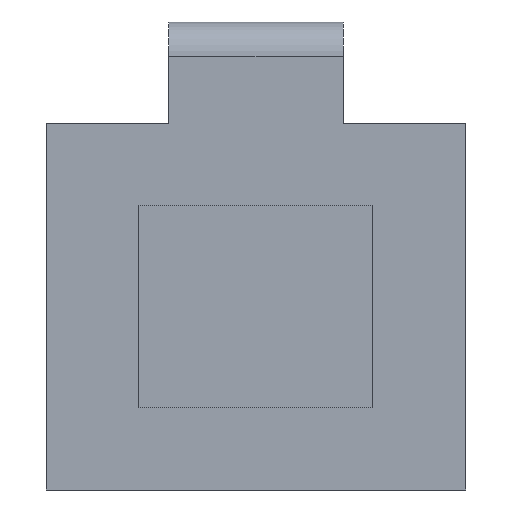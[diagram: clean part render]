
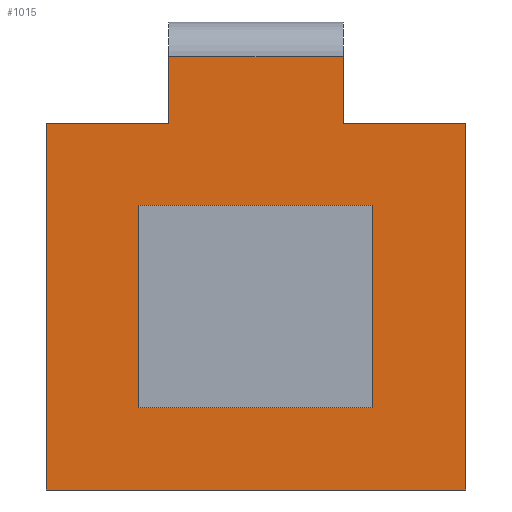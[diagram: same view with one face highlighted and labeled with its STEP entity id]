
A CAD part, front view. The second image highlights one B-rep face of the part: STEP entity #1015.
In plain terms, the highlighted planar face has unit normal (0, -1, 0).
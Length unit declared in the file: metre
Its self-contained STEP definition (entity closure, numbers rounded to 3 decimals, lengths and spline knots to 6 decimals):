
#73=LINE('',#1540,#196);
#74=LINE('',#1543,#197);
#75=LINE('',#1545,#198);
#76=LINE('',#1547,#199);
#77=LINE('',#1549,#200);
#78=LINE('',#1551,#201);
#79=LINE('',#1553,#202);
#80=LINE('',#1555,#203);
#81=LINE('',#1556,#204);
#82=LINE('',#1559,#205);
#83=LINE('',#1561,#206);
#84=LINE('',#1563,#207);
#196=VECTOR('',#1228,1.);
#197=VECTOR('',#1229,1.);
#198=VECTOR('',#1230,1.);
#199=VECTOR('',#1231,1.);
#200=VECTOR('',#1232,1.);
#201=VECTOR('',#1233,1.);
#202=VECTOR('',#1234,1.);
#203=VECTOR('',#1235,1.);
#204=VECTOR('',#1236,1.);
#205=VECTOR('',#1237,1.);
#206=VECTOR('',#1238,1.);
#207=VECTOR('',#1239,1.);
#330=ORIENTED_EDGE('',*,*,#621,.T.);
#331=ORIENTED_EDGE('',*,*,#622,.F.);
#332=ORIENTED_EDGE('',*,*,#623,.F.);
#333=ORIENTED_EDGE('',*,*,#624,.T.);
#334=ORIENTED_EDGE('',*,*,#625,.T.);
#335=ORIENTED_EDGE('',*,*,#626,.F.);
#336=ORIENTED_EDGE('',*,*,#627,.F.);
#337=ORIENTED_EDGE('',*,*,#628,.T.);
#338=ORIENTED_EDGE('',*,*,#629,.T.);
#339=ORIENTED_EDGE('',*,*,#630,.T.);
#340=ORIENTED_EDGE('',*,*,#631,.F.);
#341=ORIENTED_EDGE('',*,*,#632,.F.);
#621=EDGE_CURVE('',#765,#766,#73,.T.);
#622=EDGE_CURVE('',#767,#766,#74,.T.);
#623=EDGE_CURVE('',#768,#767,#75,.T.);
#624=EDGE_CURVE('',#768,#769,#76,.T.);
#625=EDGE_CURVE('',#769,#770,#77,.T.);
#626=EDGE_CURVE('',#771,#770,#78,.T.);
#627=EDGE_CURVE('',#772,#771,#79,.T.);
#628=EDGE_CURVE('',#772,#765,#80,.T.);
#629=EDGE_CURVE('',#773,#774,#81,.T.);
#630=EDGE_CURVE('',#774,#775,#82,.T.);
#631=EDGE_CURVE('',#776,#775,#83,.T.);
#632=EDGE_CURVE('',#773,#776,#84,.T.);
#765=VERTEX_POINT('',#1541);
#766=VERTEX_POINT('',#1542);
#767=VERTEX_POINT('',#1544);
#768=VERTEX_POINT('',#1546);
#769=VERTEX_POINT('',#1548);
#770=VERTEX_POINT('',#1550);
#771=VERTEX_POINT('',#1552);
#772=VERTEX_POINT('',#1554);
#773=VERTEX_POINT('',#1557);
#774=VERTEX_POINT('',#1558);
#775=VERTEX_POINT('',#1560);
#776=VERTEX_POINT('',#1562);
#846=EDGE_LOOP('',(#330,#331,#332,#333,#334,#335,#336,#337));
#847=EDGE_LOOP('',(#338,#339,#340,#341));
#909=FACE_BOUND('',#846,.T.);
#910=FACE_BOUND('',#847,.T.);
#972=PLANE('',#1090);
#1015=ADVANCED_FACE('',(#909,#910),#972,.F.);
#1090=AXIS2_PLACEMENT_3D('',#1539,#1226,#1227);
#1226=DIRECTION('',(0.,1.,0.));
#1227=DIRECTION('',(0.,0.,1.));
#1228=DIRECTION('',(1.,0.,0.));
#1229=DIRECTION('',(0.,0.,-1.));
#1230=DIRECTION('',(1.,0.,0.));
#1231=DIRECTION('',(0.,0.,1.));
#1232=DIRECTION('',(-1.,0.,0.));
#1233=DIRECTION('',(0.,0.,1.));
#1234=DIRECTION('',(1.,0.,0.));
#1235=DIRECTION('',(0.,0.,-1.));
#1236=DIRECTION('',(1.,0.,0.));
#1237=DIRECTION('',(0.,0.,-1.));
#1238=DIRECTION('',(1.,0.,0.));
#1239=DIRECTION('',(0.,0.,-1.));
#1539=CARTESIAN_POINT('',(0.,-0.0173,0.0105));
#1540=CARTESIAN_POINT('',(0.,-0.0173,0.));
#1541=CARTESIAN_POINT('',(-0.006,-0.0173,0.));
#1542=CARTESIAN_POINT('',(0.006,-0.0173,0.));
#1543=CARTESIAN_POINT('',(0.006,-0.0173,0.0105));
#1544=CARTESIAN_POINT('',(0.006,-0.0173,0.0105));
#1545=CARTESIAN_POINT('',(0.,-0.0173,0.0105));
#1546=CARTESIAN_POINT('',(0.0025,-0.0173,0.0105));
#1547=CARTESIAN_POINT('',(0.0025,-0.0173,0.01145));
#1548=CARTESIAN_POINT('',(0.0025,-0.0173,0.0124));
#1549=CARTESIAN_POINT('',(0.0025,-0.0173,0.0124));
#1550=CARTESIAN_POINT('',(-0.0025,-0.0173,0.0124));
#1551=CARTESIAN_POINT('',(-0.0025,-0.0173,0.01145));
#1552=CARTESIAN_POINT('',(-0.0025,-0.0173,0.0105));
#1553=CARTESIAN_POINT('',(0.,-0.0173,0.0105));
#1554=CARTESIAN_POINT('',(-0.006,-0.0173,0.0105));
#1555=CARTESIAN_POINT('',(-0.006,-0.0173,0.0105));
#1556=CARTESIAN_POINT('',(0.,-0.0173,0.00815));
#1557=CARTESIAN_POINT('',(-0.00335,-0.0173,0.00815));
#1558=CARTESIAN_POINT('',(0.00335,-0.0173,0.00815));
#1559=CARTESIAN_POINT('',(0.00335,-0.0173,0.00525));
#1560=CARTESIAN_POINT('',(0.00335,-0.0173,0.00235));
#1561=CARTESIAN_POINT('',(0.,-0.0173,0.00235));
#1562=CARTESIAN_POINT('',(-0.00335,-0.0173,0.00235));
#1563=CARTESIAN_POINT('',(-0.00335,-0.0173,0.00525));
